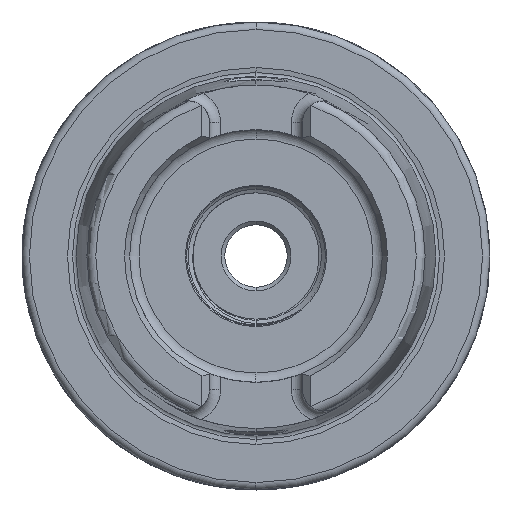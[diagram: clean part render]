
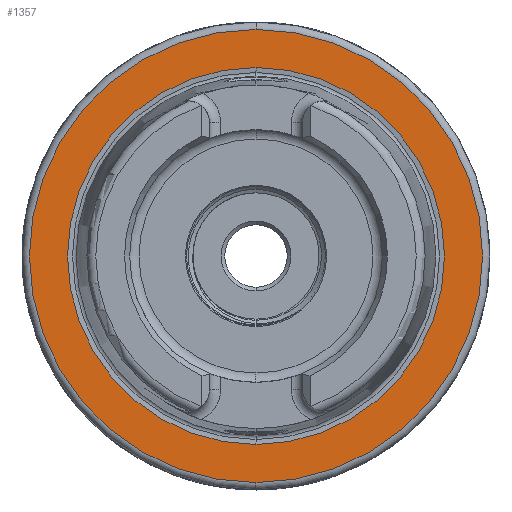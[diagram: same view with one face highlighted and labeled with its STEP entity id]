
A CAD part, left-side view. The second image highlights one B-rep face of the part: STEP entity #1357.
In plain terms, the highlighted planar face has unit normal (-1, 0, 0).
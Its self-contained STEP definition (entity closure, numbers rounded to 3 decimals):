
#100 = AXIS2_PLACEMENT_3D ( 'NONE', #10694, #10698, #10690 ) ;
#111 = AXIS2_PLACEMENT_3D ( 'NONE', #11356, #10356, #10347 ) ;
#165 = AXIS2_PLACEMENT_3D ( 'NONE', #30031, #30048, #30049 ) ;
#174 = AXIS2_PLACEMENT_3D ( 'NONE', #29544, #29518, #29560 ) ;
#377 = AXIS2_PLACEMENT_3D ( 'NONE', #9561, #9609, #9589 ) ;
#975 = VERTEX_POINT ( 'NONE', #30216 ) ;
#1010 = VERTEX_POINT ( 'NONE', #30192 ) ;
#1084 = VERTEX_POINT ( 'NONE', #30234 ) ;
#1115 = VERTEX_POINT ( 'NONE', #30310 ) ;
#1357 = ADVANCED_FACE ( 'NONE', ( #32552, #32404 ), #9606, .T. ) ;
#2750 = EDGE_CURVE ( 'NONE', #1010, #975, #31816, .T. ) ;
#2939 = EDGE_CURVE ( 'NONE', #1084, #1115, #32038, .T. ) ;
#3515 = EDGE_CURVE ( 'NONE', #975, #1010, #7610, .T. ) ;
#3522 = EDGE_CURVE ( 'NONE', #1115, #1084, #7622, .T. ) ;
#7610 = CIRCLE ( 'NONE', #165, 30.5 ) ;
#7622 = CIRCLE ( 'NONE', #174, 25.369 ) ;
#9561 = CARTESIAN_POINT ( 'NONE',  ( 0., 25.369, 0. ) ) ;
#9589 = DIRECTION ( 'NONE',  ( 0., 0., 1. ) ) ;
#9606 = PLANE ( 'NONE',  #377 ) ;
#9609 = DIRECTION ( 'NONE',  ( -1., 0., 0. ) ) ;
#10347 = DIRECTION ( 'NONE',  ( 0., 0., -1. ) ) ;
#10356 = DIRECTION ( 'NONE',  ( 1., 0., 0. ) ) ;
#10690 = DIRECTION ( 'NONE',  ( 0., 0., 1. ) ) ;
#10694 = CARTESIAN_POINT ( 'NONE',  ( 0., 0., 0. ) ) ;
#10698 = DIRECTION ( 'NONE',  ( -1., 0., 0. ) ) ;
#11356 = CARTESIAN_POINT ( 'NONE',  ( 0., 0., 0. ) ) ;
#24191 = EDGE_LOOP ( 'NONE', ( #24617, #24649 ) ) ;
#24225 = EDGE_LOOP ( 'NONE', ( #24572, #24717 ) ) ;
#24572 = ORIENTED_EDGE ( 'NONE', *, *, #2750, .T. ) ;
#24617 = ORIENTED_EDGE ( 'NONE', *, *, #2939, .T. ) ;
#24649 = ORIENTED_EDGE ( 'NONE', *, *, #3522, .T. ) ;
#24717 = ORIENTED_EDGE ( 'NONE', *, *, #3515, .T. ) ;
#29518 = DIRECTION ( 'NONE',  ( 1., 0., 0. ) ) ;
#29544 = CARTESIAN_POINT ( 'NONE',  ( 0., 0., 0. ) ) ;
#29560 = DIRECTION ( 'NONE',  ( 0., 0., -1. ) ) ;
#30031 = CARTESIAN_POINT ( 'NONE',  ( 0., 0., 0. ) ) ;
#30048 = DIRECTION ( 'NONE',  ( -1., 0., 0. ) ) ;
#30049 = DIRECTION ( 'NONE',  ( 0., 0., 1. ) ) ;
#30192 = CARTESIAN_POINT ( 'NONE',  ( 0., 0., 30.5 ) ) ;
#30216 = CARTESIAN_POINT ( 'NONE',  ( 0., 0., -30.5 ) ) ;
#30234 = CARTESIAN_POINT ( 'NONE',  ( 0., 0., 25.369 ) ) ;
#30310 = CARTESIAN_POINT ( 'NONE',  ( 0., 0., -25.369 ) ) ;
#31816 = CIRCLE ( 'NONE', #100, 30.5 ) ;
#32038 = CIRCLE ( 'NONE', #111, 25.369 ) ;
#32404 = FACE_BOUND ( 'NONE', #24191, .T. ) ;
#32552 = FACE_OUTER_BOUND ( 'NONE', #24225, .T. ) ;
